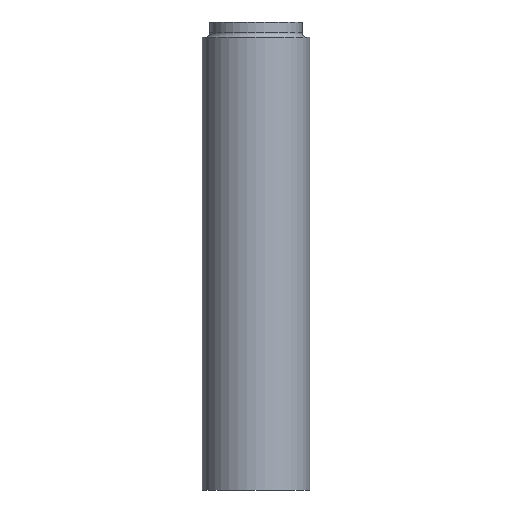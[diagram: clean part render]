
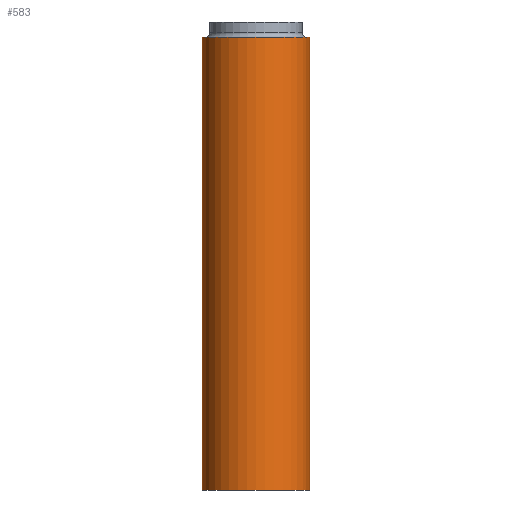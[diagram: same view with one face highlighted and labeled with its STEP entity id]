
A CAD part, front view. The second image highlights one B-rep face of the part: STEP entity #583.
In plain terms, the highlighted cylindrical face has radius 3.5 mm (diameter 7 mm), a full revolution.
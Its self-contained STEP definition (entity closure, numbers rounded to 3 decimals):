
#130=CYLINDRICAL_SURFACE('',#807,3.5);
#141=CIRCLE('',#808,3.5);
#142=CIRCLE('',#809,3.5);
#176=ORIENTED_EDGE('',*,*,#320,.T.);
#177=ORIENTED_EDGE('',*,*,#321,.F.);
#320=EDGE_CURVE('',#388,#388,#141,.T.);
#321=EDGE_CURVE('',#389,#389,#142,.T.);
#388=VERTEX_POINT('',#1110);
#389=VERTEX_POINT('',#1112);
#442=EDGE_LOOP('',(#176));
#443=EDGE_LOOP('',(#177));
#506=FACE_BOUND('',#442,.T.);
#507=FACE_BOUND('',#443,.T.);
#583=ADVANCED_FACE('',(#506,#507),#130,.T.);
#807=AXIS2_PLACEMENT_3D('',#1108,#896,#897);
#808=AXIS2_PLACEMENT_3D('',#1109,#898,#899);
#809=AXIS2_PLACEMENT_3D('',#1111,#900,#901);
#896=DIRECTION('',(0.,0.,-1.));
#897=DIRECTION('',(-1.,0.,0.));
#898=DIRECTION('',(0.,0.,-1.));
#899=DIRECTION('',(-1.,0.,0.));
#900=DIRECTION('',(0.,0.,-1.));
#901=DIRECTION('',(-1.,0.,0.));
#1108=CARTESIAN_POINT('',(0.,0.,0.));
#1109=CARTESIAN_POINT('',(0.,0.,30.5));
#1110=CARTESIAN_POINT('',(-3.5,0.,30.5));
#1111=CARTESIAN_POINT('',(0.,0.,1.));
#1112=CARTESIAN_POINT('',(-3.5,0.,1.));
